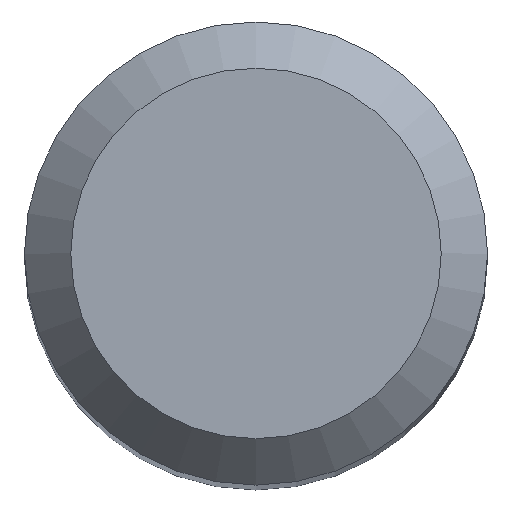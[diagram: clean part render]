
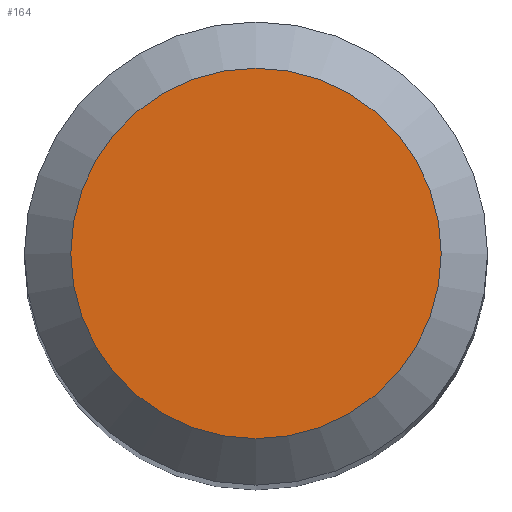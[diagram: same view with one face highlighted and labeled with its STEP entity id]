
A CAD part, top view. The second image highlights one B-rep face of the part: STEP entity #164.
In plain terms, the highlighted planar face has unit normal (0, 0, 1).
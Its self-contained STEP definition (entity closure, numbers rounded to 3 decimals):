
#13 = FACE_OUTER_BOUND ( 'NONE', #204, .T. ) ;
#15 = DIRECTION ( 'NONE',  ( 0., 1., 0. ) ) ;
#19 = CIRCLE ( 'NONE', #198, 3.2 ) ;
#46 = PLANE ( 'NONE',  #140 ) ;
#58 = CARTESIAN_POINT ( 'NONE',  ( 0., 0., 80. ) ) ;
#70 = ORIENTED_EDGE ( 'NONE', *, *, #144, .F. ) ;
#85 = VERTEX_POINT ( 'NONE', #179 ) ;
#114 = DIRECTION ( 'NONE',  ( 0., 0., -1. ) ) ;
#116 = CARTESIAN_POINT ( 'NONE',  ( 0., 0., 80. ) ) ;
#140 = AXIS2_PLACEMENT_3D ( 'NONE', #116, #193, #15 ) ;
#144 = EDGE_CURVE ( 'NONE', #85, #85, #19, .T. ) ;
#164 = ADVANCED_FACE ( 'NONE', ( #13 ), #46, .F. ) ;
#170 = DIRECTION ( 'NONE',  ( 0., 1., 0. ) ) ;
#179 = CARTESIAN_POINT ( 'NONE',  ( 0., 3.2, 80. ) ) ;
#193 = DIRECTION ( 'NONE',  ( 0., 0., -1. ) ) ;
#198 = AXIS2_PLACEMENT_3D ( 'NONE', #58, #114, #170 ) ;
#204 = EDGE_LOOP ( 'NONE', ( #70 ) ) ;
